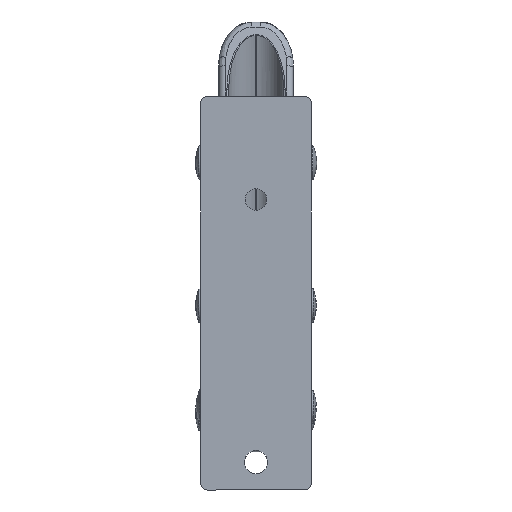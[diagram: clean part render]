
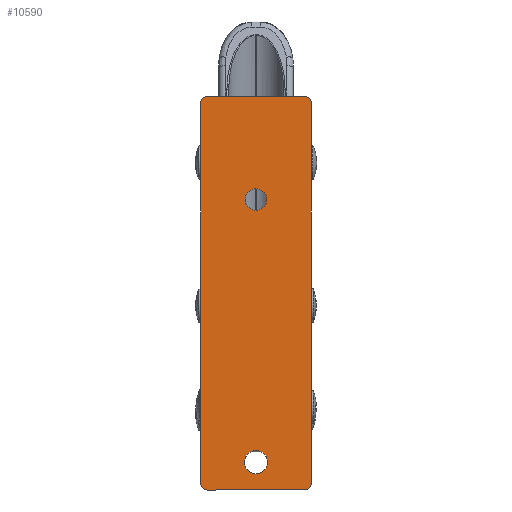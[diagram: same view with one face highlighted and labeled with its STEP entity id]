
A CAD part, front view. The second image highlights one B-rep face of the part: STEP entity #10590.
In plain terms, the highlighted planar face has unit normal (0, -1, 0).
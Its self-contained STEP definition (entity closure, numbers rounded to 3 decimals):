
#259=FACE_BOUND('',#2862,.T.);
#260=FACE_BOUND('',#2863,.T.);
#1216=CIRCLE('',#11141,2.);
#1541=CIRCLE('',#11735,2.);
#1545=CIRCLE('',#11740,2.);
#1546=CIRCLE('',#11742,2.);
#1563=CIRCLE('',#11780,3.5);
#1564=CIRCLE('',#11782,3.25);
#2185=FACE_OUTER_BOUND('',#2861,.T.);
#2861=EDGE_LOOP('',(#9167,#9168,#9169,#9170,#9171,#9172,#9173,#9174));
#2862=EDGE_LOOP('',(#9175));
#2863=EDGE_LOOP('',(#9176));
#3034=LINE('',#15201,#3420);
#3292=LINE('',#23002,#3678);
#3306=LINE('',#23126,#3692);
#3308=LINE('',#23206,#3694);
#3420=VECTOR('',#12112,10.);
#3678=VECTOR('',#14262,10.);
#3692=VECTOR('',#14342,10.);
#3694=VECTOR('',#14370,10.);
#3953=VERTEX_POINT('',#15199);
#3954=VERTEX_POINT('',#15200);
#4307=VERTEX_POINT('',#18395);
#4308=VERTEX_POINT('',#18397);
#4767=VERTEX_POINT('',#23000);
#4777=VERTEX_POINT('',#23056);
#4778=VERTEX_POINT('',#23057);
#4781=VERTEX_POINT('',#23067);
#4793=VERTEX_POINT('',#23223);
#4794=VERTEX_POINT('',#23227);
#5003=EDGE_CURVE('',#3953,#3954,#3034,.T.);
#5541=EDGE_CURVE('',#4308,#4307,#1216,.T.);
#6275=EDGE_CURVE('',#4767,#4307,#3292,.T.);
#6292=EDGE_CURVE('',#4777,#4778,#1541,.T.);
#6296=EDGE_CURVE('',#4767,#3953,#1545,.T.);
#6297=EDGE_CURVE('',#3954,#4781,#1546,.T.);
#6311=EDGE_CURVE('',#4778,#4308,#3306,.T.);
#6326=EDGE_CURVE('',#4781,#4777,#3308,.T.);
#6334=EDGE_CURVE('',#4793,#4793,#1563,.T.);
#6335=EDGE_CURVE('',#4794,#4794,#1564,.T.);
#9167=ORIENTED_EDGE('',*,*,#6311,.T.);
#9168=ORIENTED_EDGE('',*,*,#5541,.T.);
#9169=ORIENTED_EDGE('',*,*,#6275,.F.);
#9170=ORIENTED_EDGE('',*,*,#6296,.T.);
#9171=ORIENTED_EDGE('',*,*,#5003,.T.);
#9172=ORIENTED_EDGE('',*,*,#6297,.T.);
#9173=ORIENTED_EDGE('',*,*,#6326,.T.);
#9174=ORIENTED_EDGE('',*,*,#6292,.T.);
#9175=ORIENTED_EDGE('',*,*,#6334,.T.);
#9176=ORIENTED_EDGE('',*,*,#6335,.T.);
#10021=PLANE('',#11781);
#10590=ADVANCED_FACE('',(#2185,#259,#260),#10021,.F.);
#11141=AXIS2_PLACEMENT_3D('',#18398,#12986,#12987);
#11735=AXIS2_PLACEMENT_3D('',#23058,#14291,#14292);
#11740=AXIS2_PLACEMENT_3D('',#23065,#14301,#14302);
#11742=AXIS2_PLACEMENT_3D('',#23068,#14305,#14306);
#11780=AXIS2_PLACEMENT_3D('',#23225,#14391,#14392);
#11781=AXIS2_PLACEMENT_3D('',#23226,#14393,#14394);
#11782=AXIS2_PLACEMENT_3D('',#23228,#14395,#14396);
#12112=DIRECTION('',(0.,0.,1.));
#12986=DIRECTION('center_axis',(0.,-1.,0.));
#12987=DIRECTION('ref_axis',(-1.,0.,0.));
#14262=DIRECTION('',(-1.,0.,0.));
#14291=DIRECTION('center_axis',(0.,-1.,0.));
#14292=DIRECTION('ref_axis',(-1.,0.,0.));
#14301=DIRECTION('center_axis',(0.,-1.,0.));
#14302=DIRECTION('ref_axis',(1.,0.,0.));
#14305=DIRECTION('center_axis',(0.,-1.,0.));
#14306=DIRECTION('ref_axis',(1.,0.,0.));
#14342=DIRECTION('',(0.,0.,-1.));
#14370=DIRECTION('',(-1.,0.,0.));
#14391=DIRECTION('center_axis',(0.,1.,0.));
#14392=DIRECTION('ref_axis',(-0.237,0.,0.971));
#14393=DIRECTION('center_axis',(0.,1.,0.));
#14394=DIRECTION('ref_axis',(0.,0.,-1.));
#14395=DIRECTION('center_axis',(0.,1.,0.));
#14396=DIRECTION('ref_axis',(-0.246,0.,0.969));
#15199=CARTESIAN_POINT('',(16.6,0.,-53.5));
#15200=CARTESIAN_POINT('',(16.6,0.,61.));
#15201=CARTESIAN_POINT('',(16.6,0.,0.));
#18395=CARTESIAN_POINT('',(-14.6,0.,-55.5));
#18397=CARTESIAN_POINT('',(-16.6,0.,-53.5));
#18398=CARTESIAN_POINT('Origin',(-14.6,0.,
-53.5));
#23000=CARTESIAN_POINT('',(14.6,0.,-55.5));
#23002=CARTESIAN_POINT('',(0.,0.,-55.5));
#23056=CARTESIAN_POINT('',(-14.6,0.,63.));
#23057=CARTESIAN_POINT('',(-16.6,0.,61.));
#23058=CARTESIAN_POINT('Origin',(-14.6,0.,
61.));
#23065=CARTESIAN_POINT('Origin',(14.6,0.,
-53.5));
#23067=CARTESIAN_POINT('',(14.6,0.,63.));
#23068=CARTESIAN_POINT('Origin',(14.6,0.,
61.));
#23126=CARTESIAN_POINT('',(-16.6,0.,0.));
#23206=CARTESIAN_POINT('',(0.,0.,63.));
#23223=CARTESIAN_POINT('',(0.,0.,-43.6));
#23225=CARTESIAN_POINT('Origin',(0.,0.,
-47.1));
#23226=CARTESIAN_POINT('Origin',(0.,0.,63.));
#23227=CARTESIAN_POINT('',(0.,0.,35.15));
#23228=CARTESIAN_POINT('Origin',(0.,0.,
31.9));
